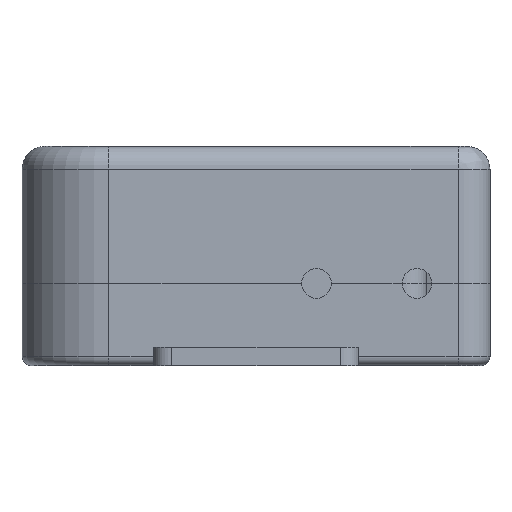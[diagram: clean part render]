
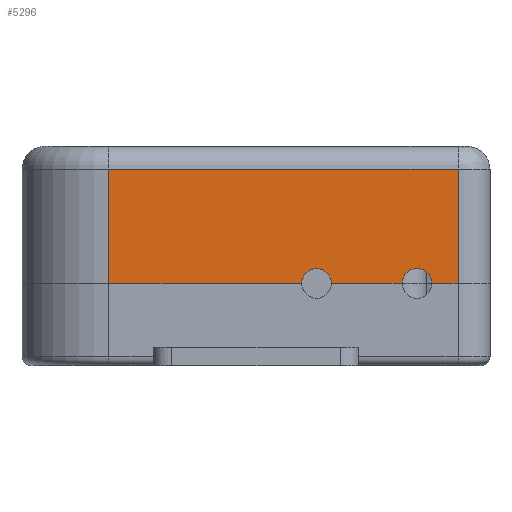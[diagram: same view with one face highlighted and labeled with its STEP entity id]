
A CAD part, left-side view. The second image highlights one B-rep face of the part: STEP entity #5296.
In plain terms, the highlighted planar face has unit normal (-1, 0, 0).
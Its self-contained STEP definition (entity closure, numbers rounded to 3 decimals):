
#339=PLANE('',#5851);
#632=FACE_OUTER_BOUND('',#958,.T.);
#958=EDGE_LOOP('',(#4967,#4968,#4969,#4970,#4971,#4972,#4973,#4974));
#1316=LINE('',#8531,#1816);
#1360=LINE('',#8661,#1860);
#1441=LINE('',#8990,#1941);
#1460=LINE('',#9058,#1960);
#1461=LINE('',#9060,#1961);
#1462=LINE('',#9061,#1962);
#1816=VECTOR('',#6905,10.);
#1860=VECTOR('',#7021,10.);
#1941=VECTOR('',#7358,10.);
#1960=VECTOR('',#7449,10.);
#1961=VECTOR('',#7452,10.);
#1962=VECTOR('',#7453,10.);
#2158=CIRCLE('',#5701,3.25);
#2160=CIRCLE('',#5704,3.25);
#2570=VERTEX_POINT('',#8528);
#2571=VERTEX_POINT('',#8530);
#2620=VERTEX_POINT('',#8658);
#2621=VERTEX_POINT('',#8660);
#2642=VERTEX_POINT('',#8710);
#2644=VERTEX_POINT('',#8716);
#2704=VERTEX_POINT('',#8984);
#2705=VERTEX_POINT('',#8988);
#3229=EDGE_CURVE('',#2571,#2570,#1316,.T.);
#3291=EDGE_CURVE('',#2621,#2620,#1360,.T.);
#3317=EDGE_CURVE('',#2620,#2642,#2158,.T.);
#3320=EDGE_CURVE('',#2644,#2571,#2160,.T.);
#3442=EDGE_CURVE('',#2704,#2705,#1441,.T.);
#3469=EDGE_CURVE('',#2570,#2705,#1460,.T.);
#3470=EDGE_CURVE('',#2642,#2644,#1461,.T.);
#3471=EDGE_CURVE('',#2621,#2704,#1462,.T.);
#4967=ORIENTED_EDGE('',*,*,#3317,.T.);
#4968=ORIENTED_EDGE('',*,*,#3470,.T.);
#4969=ORIENTED_EDGE('',*,*,#3320,.T.);
#4970=ORIENTED_EDGE('',*,*,#3229,.T.);
#4971=ORIENTED_EDGE('',*,*,#3469,.T.);
#4972=ORIENTED_EDGE('',*,*,#3442,.F.);
#4973=ORIENTED_EDGE('',*,*,#3471,.F.);
#4974=ORIENTED_EDGE('',*,*,#3291,.T.);
#5296=ADVANCED_FACE('',(#632),#339,.T.);
#5701=AXIS2_PLACEMENT_3D('',#8711,#7064,#7065);
#5704=AXIS2_PLACEMENT_3D('',#8717,#7071,#7072);
#5851=AXIS2_PLACEMENT_3D('',#9059,#7450,#7451);
#6905=DIRECTION('',(0.,-1.,0.));
#7021=DIRECTION('',(0.,-1.,0.));
#7064=DIRECTION('center_axis',(1.,0.,0.));
#7065=DIRECTION('ref_axis',(0.,1.,0.));
#7071=DIRECTION('center_axis',(1.,0.,0.));
#7072=DIRECTION('ref_axis',(0.,1.,0.));
#7358=DIRECTION('',(0.,-1.,0.));
#7449=DIRECTION('',(0.,0.,1.));
#7450=DIRECTION('center_axis',(-1.,0.,0.));
#7451=DIRECTION('ref_axis',(0.,-1.,0.));
#7452=DIRECTION('',(0.,-1.,0.));
#7453=DIRECTION('',(0.,0.,1.));
#8528=CARTESIAN_POINT('',(-7.5,-0.5,0.));
#8530=CARTESIAN_POINT('',(-7.5,5.25,0.));
#8531=CARTESIAN_POINT('',(-7.5,95.,0.));
#8658=CARTESIAN_POINT('',(-7.5,33.75,0.));
#8660=CARTESIAN_POINT('',(-7.5,76.,0.));
#8661=CARTESIAN_POINT('',(-7.5,95.,0.));
#8710=CARTESIAN_POINT('',(-7.5,27.25,0.));
#8711=CARTESIAN_POINT('Origin',(-7.5,30.5,0.));
#8716=CARTESIAN_POINT('',(-7.5,11.75,0.));
#8717=CARTESIAN_POINT('Origin',(-7.5,8.5,0.));
#8984=CARTESIAN_POINT('',(-7.5,76.,25.));
#8988=CARTESIAN_POINT('',(-7.5,-0.5,25.));
#8990=CARTESIAN_POINT('',(-7.5,59.875,25.));
#9058=CARTESIAN_POINT('',(-7.5,-0.5,0.));
#9059=CARTESIAN_POINT('Origin',(-7.5,76.,0.));
#9060=CARTESIAN_POINT('',(-7.5,95.,0.));
#9061=CARTESIAN_POINT('',(-7.5,76.,0.));
